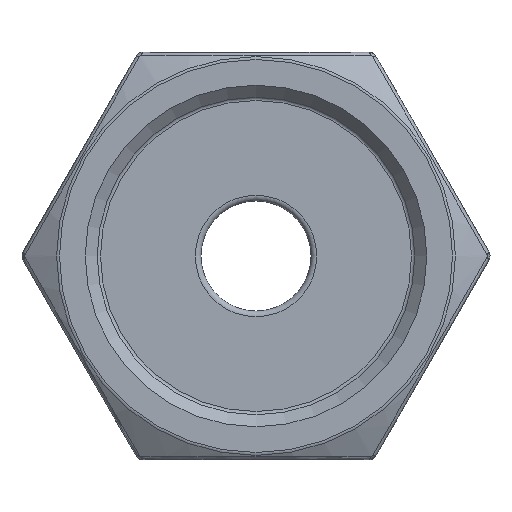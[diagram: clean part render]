
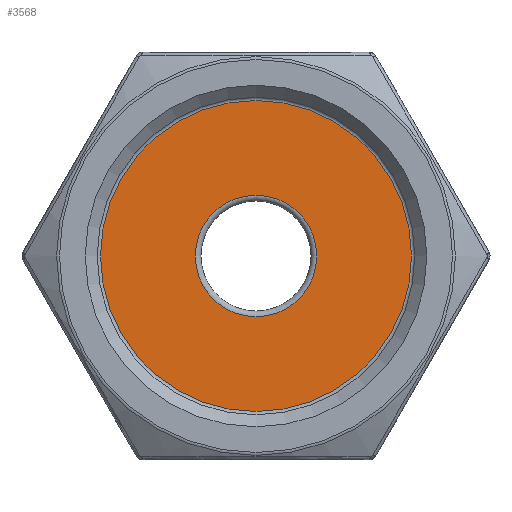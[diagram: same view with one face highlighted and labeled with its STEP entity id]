
A CAD part, left-side view. The second image highlights one B-rep face of the part: STEP entity #3568.
In plain terms, the highlighted planar face has unit normal (-1, 0, 0).
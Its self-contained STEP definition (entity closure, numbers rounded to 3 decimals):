
#1102 = EDGE_LOOP ( 'NONE', ( #6178 ) ) ;
#1210 = CARTESIAN_POINT ( 'NONE',  ( 20.5, 0., 19.076 ) ) ;
#1897 = DIRECTION ( 'NONE',  ( 1., 0., 0. ) ) ;
#2795 = FACE_OUTER_BOUND ( 'NONE', #4831, .T. ) ;
#3568 = ADVANCED_FACE ( 'NONE', ( #10524, #2795 ), #10654, .F. ) ;
#3647 = EDGE_CURVE ( 'NONE', #6931, #6931, #12476, .T. ) ;
#4525 = AXIS2_PLACEMENT_3D ( 'NONE', #6570, #1897, #5793 ) ;
#4811 = EDGE_CURVE ( 'NONE', #8050, #8050, #6194, .T. ) ;
#4831 = EDGE_LOOP ( 'NONE', ( #8345 ) ) ;
#5389 = AXIS2_PLACEMENT_3D ( 'NONE', #10239, #12592, #11491 ) ;
#5793 = DIRECTION ( 'NONE',  ( 0., 1., 0. ) ) ;
#6178 = ORIENTED_EDGE ( 'NONE', *, *, #3647, .T. ) ;
#6194 = CIRCLE ( 'NONE', #5389, 19.076 ) ;
#6570 = CARTESIAN_POINT ( 'NONE',  ( 20.5, 0., -19.576 ) ) ;
#6804 = AXIS2_PLACEMENT_3D ( 'NONE', #11722, #6910, #10777 ) ;
#6910 = DIRECTION ( 'NONE',  ( 1., 0., 0. ) ) ;
#6931 = VERTEX_POINT ( 'NONE', #9790 ) ;
#8050 = VERTEX_POINT ( 'NONE', #1210 ) ;
#8345 = ORIENTED_EDGE ( 'NONE', *, *, #4811, .F. ) ;
#9790 = CARTESIAN_POINT ( 'NONE',  ( 20.5, 0., -7.45 ) ) ;
#10239 = CARTESIAN_POINT ( 'NONE',  ( 20.5, 0., 0. ) ) ;
#10524 = FACE_BOUND ( 'NONE', #1102, .T. ) ;
#10654 = PLANE ( 'NONE',  #4525 ) ;
#10777 = DIRECTION ( 'NONE',  ( 0., 0., -1. ) ) ;
#11491 = DIRECTION ( 'NONE',  ( 0., 0., 1. ) ) ;
#11722 = CARTESIAN_POINT ( 'NONE',  ( 20.5, 0., 0. ) ) ;
#12476 = CIRCLE ( 'NONE', #6804, 7.45 ) ;
#12592 = DIRECTION ( 'NONE',  ( 1., 0., 0. ) ) ;
